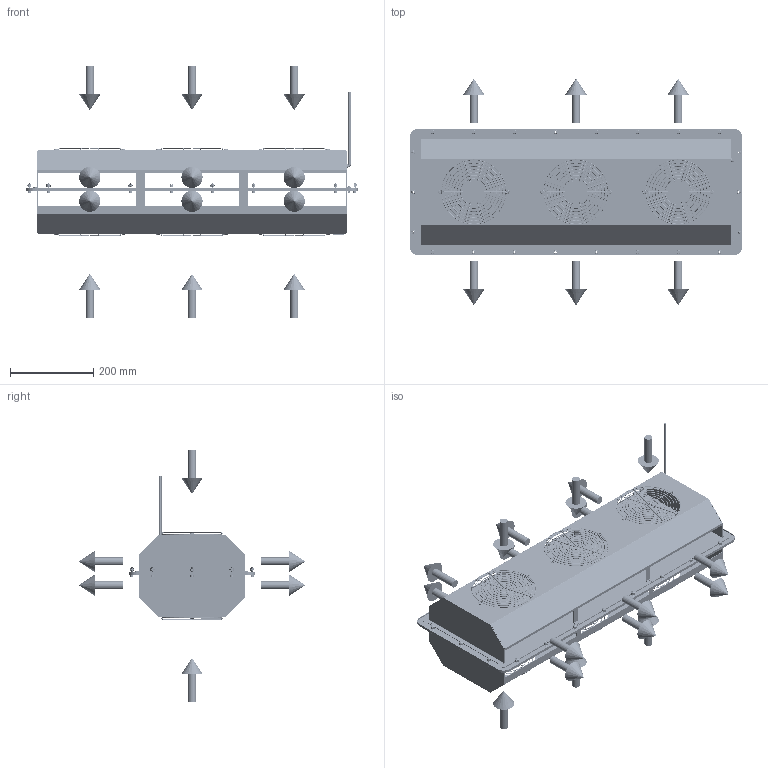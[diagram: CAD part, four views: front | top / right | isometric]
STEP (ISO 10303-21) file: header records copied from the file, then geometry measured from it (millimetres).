
FILE_DESCRIPTION (( 'STEP AP214' ), '1' );
FILE_NAME ('ACT-HSC-68 DC NEMA 4, 4X, 3R For Distribution.STEP', '2017-07-10T13:52:35', ( '' ), ( '' ), 'SwSTEP 2.0', 'SolidWorks 2016', '' );
FILE_SCHEMA (( 'AUTOMOTIVE_DESIGN' ));
Length unit declared in the file: inch
Products named in the file (1): ACT-HSC-68 DC NEMA 4, 4X, 3R For Distribution
Bounding box: 796.92 x 544.07 x 606.42 mm (x, y, z)
Surface area: 1549422.7 mm2 (no closed solid volume)
Topology: 0 solids, 285 shells, 825 faces, 2428 edges, 1724 vertices
Faces by surface type: plane 372, cylinder 198, torus 152, cone 75, bspline 28
Full cylindrical faces by diameter (mm): 2.3 x74, 2.705 x4, 4.305 x9, 4.763 x6, 5.74 x2, 6.35 x1, 7.937 x14, 7.938 x8, 9.525 x1, 11.112 x2, 11.113 x16, 19.05 x18
Entity records: 68928 total; most frequent: CARTESIAN_POINT 39373, DIRECTION 3926, ORIENTED_EDGE 2753, EDGE_CURVE 1942, AXIS2_PLACEMENT_3D 1607, VERTEX_POINT 1588, EDGE_LOOP 1251, FACE_OUTER_BOUND 1012
